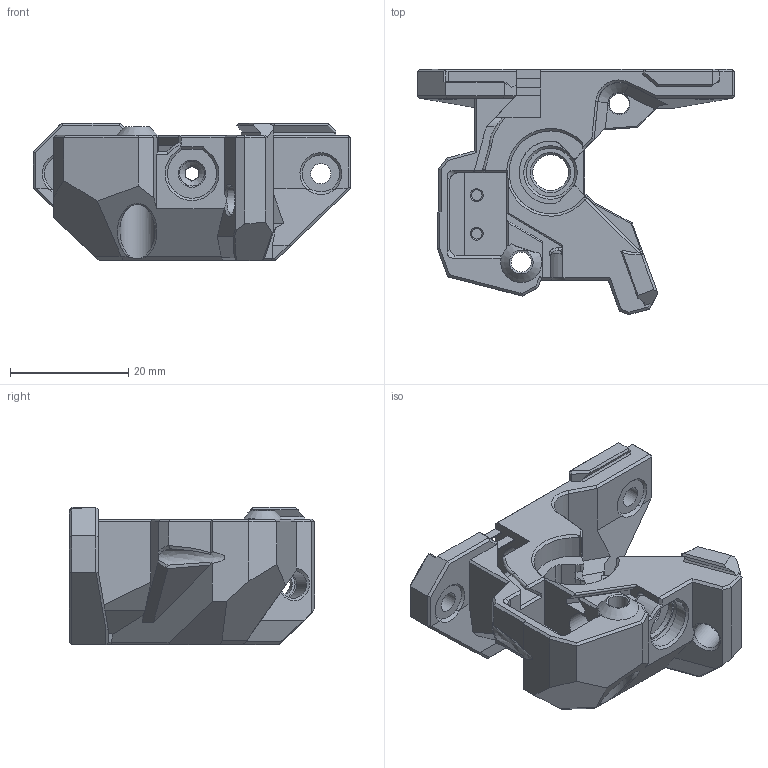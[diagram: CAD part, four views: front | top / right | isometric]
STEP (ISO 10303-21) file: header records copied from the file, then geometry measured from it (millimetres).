
FILE_DESCRIPTION(/* description */ ('STEP AP242','CAx-IF Rec.Pracs.---Representation and Presentation of Product Manufacturing Information (PMI)---4.0---2014-10-13','CAx-IF Rec.Pracs.---3D Tessellated Geometry---0.4---2014-09-14','2;1'),/* implementation_level */ '2;1');
FILE_NAME(/* name */ 'A4T - WWBMG - Dual sensor',/* time_stamp */ '2025-01-12T06:32:01Z',/* author */ (''),/* organization */ (''),/* preprocessor_version */ 'ST-DEVELOPER v20',/* originating_system */ 'ONSHAPE BY PTC INC, 1.192',/* authorisation */ ' ');
FILE_SCHEMA (('AP242_MANAGED_MODEL_BASED_3D_ENGINEERING_MIM_LF { 1 0 10303 442 1 1 4 }'));
Length unit declared in the file: millimetre
Products named in the file (2): A4T - WWBMG - Dual sensor; A4T - WWBMG - Main_Body - dual sensor [Sherpa-Mini spacing]
Assembly tree (1 placements, depth 2):
  A4T - WWBMG - Dual sensor
    A4T - WWBMG - Main_Body - dual sensor [Sherpa-Mini spacing]
Bounding box: 53.59 x 41.37 x 23.2 mm (x, y, z)
Volume: 14682.4 mm3; surface area: 8738.7 mm2
Topology: 1 solids, 1 shells, 406 faces, 1091 edges, 687 vertices
Faces by surface type: plane 287, cylinder 62, cone 37, bspline 17, sphere 2, torus 1
Full cylindrical faces by diameter (mm): 1.8 x4, 3.4 x5, 4.2 x1, 4.7 x1, 5.9 x1, 6 x1, 6.25 x1, 8.2 x1, 9 x1
Entity records: 13712 total; most frequent: CARTESIAN_POINT 3826, ORIENTED_EDGE 2080, DIRECTION 1928, EDGE_CURVE 1040, LINE 754, VECTOR 754, VERTEX_POINT 674, AXIS2_PLACEMENT_3D 587
